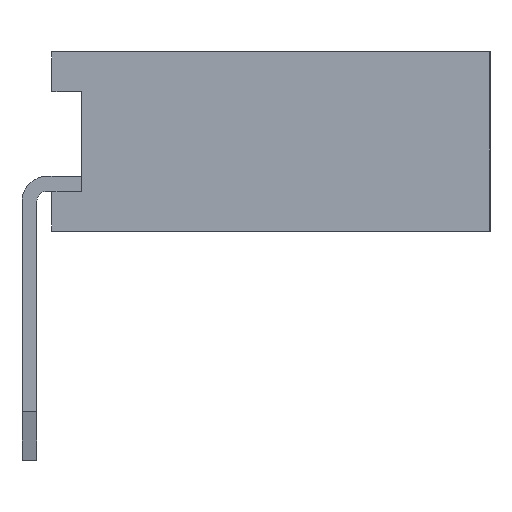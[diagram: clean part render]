
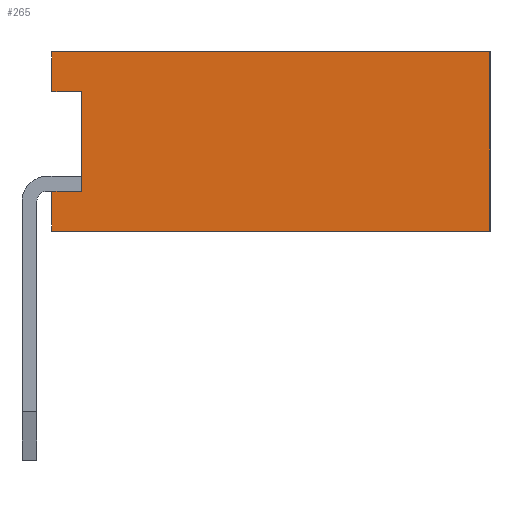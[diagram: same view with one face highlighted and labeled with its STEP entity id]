
A CAD part, left-side view. The second image highlights one B-rep face of the part: STEP entity #265.
In plain terms, the highlighted planar face has unit normal (-1, 0, 0).
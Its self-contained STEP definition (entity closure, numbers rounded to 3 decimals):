
#265=ADVANCED_FACE('',(#7773),#7775,.T.);
#7773=FACE_BOUND('',#7774,.T.);
#7774=EDGE_LOOP('',(#13769,#13770,#13771,#13772,#13773,#13774,#13775,#13776));
#7775=PLANE('',#7776);
#7776=AXIS2_PLACEMENT_3D('',#7777,#7778,#7779);
#7777=CARTESIAN_POINT('',(-0.635,-4.625,0.));
#7778=DIRECTION('',(-1.,0.,0.));
#7779=DIRECTION('',(0.,0.,1.));
#13769=ORIENTED_EDGE('',*,*,#18189,.T.);
#13770=ORIENTED_EDGE('',*,*,#18257,.T.);
#13771=ORIENTED_EDGE('',*,*,#18126,.T.);
#13772=ORIENTED_EDGE('',*,*,#18256,.F.);
#13773=ORIENTED_EDGE('',*,*,#18258,.F.);
#13774=ORIENTED_EDGE('',*,*,#18259,.T.);
#13775=ORIENTED_EDGE('',*,*,#18260,.T.);
#13776=ORIENTED_EDGE('',*,*,#18251,.F.);
#18126=EDGE_CURVE('',#20378,#20375,#20379,.F.);
#18189=EDGE_CURVE('',#20504,#20502,#20505,.F.);
#18251=EDGE_CURVE('',#20504,#20621,#20622,.T.);
#18256=EDGE_CURVE('',#20628,#20375,#20630,.T.);
#18257=EDGE_CURVE('',#20502,#20378,#20631,.T.);
#18258=EDGE_CURVE('',#20632,#20628,#20633,.T.);
#18259=EDGE_CURVE('',#20632,#20634,#20635,.T.);
#18260=EDGE_CURVE('',#20634,#20621,#20636,.T.);
#20375=VERTEX_POINT('',#24069);
#20378=VERTEX_POINT('',#24074);
#20379=LINE('',#24075,#24076);
#20502=VERTEX_POINT('',#24322);
#20504=VERTEX_POINT('',#24326);
#20505=LINE('',#24327,#24328);
#20621=VERTEX_POINT('',#24567);
#20622=LINE('',#24568,#24569);
#20628=VERTEX_POINT('',#24582);
#20630=LINE('',#24586,#24587);
#20631=LINE('',#24589,#24590);
#20632=VERTEX_POINT('',#24592);
#20633=LINE('',#24593,#24594);
#20634=VERTEX_POINT('',#24596);
#20635=LINE('',#24597,#24598);
#20636=LINE('',#24600,#24601);
#24069=CARTESIAN_POINT('',(-0.635,-0.225,0.4));
#24074=CARTESIAN_POINT('',(-0.635,-0.525,0.4));
#24075=CARTESIAN_POINT('',(-0.635,-0.225,0.4));
#24076=VECTOR('',#24077,1.);
#24077=DIRECTION('',(0.,-1.,0.));
#24322=CARTESIAN_POINT('',(-0.635,-0.525,1.4));
#24326=CARTESIAN_POINT('',(-0.635,-0.225,1.4));
#24327=CARTESIAN_POINT('',(-0.635,-0.525,1.4));
#24328=VECTOR('',#24329,1.);
#24329=DIRECTION('',(0.,1.,0.));
#24567=CARTESIAN_POINT('',(-0.635,-0.225,1.8));
#24568=CARTESIAN_POINT('',(-0.635,-0.225,1.4));
#24569=VECTOR('',#24570,1.);
#24570=DIRECTION('',(0.,0.,1.));
#24582=CARTESIAN_POINT('',(-0.635,-0.225,0.));
#24586=CARTESIAN_POINT('',(-0.635,-0.225,0.));
#24587=VECTOR('',#24588,1.);
#24588=DIRECTION('',(0.,0.,1.));
#24589=CARTESIAN_POINT('',(-0.635,-0.525,1.4));
#24590=VECTOR('',#24591,1.);
#24591=DIRECTION('',(0.,0.,-1.));
#24592=CARTESIAN_POINT('',(-0.635,-4.625,0.));
#24593=CARTESIAN_POINT('',(-0.635,-4.625,0.));
#24594=VECTOR('',#24595,1.);
#24595=DIRECTION('',(0.,1.,0.));
#24596=CARTESIAN_POINT('',(-0.635,-4.625,1.8));
#24597=CARTESIAN_POINT('',(-0.635,-4.625,0.));
#24598=VECTOR('',#24599,1.);
#24599=DIRECTION('',(0.,0.,1.));
#24600=CARTESIAN_POINT('',(-0.635,-4.625,1.8));
#24601=VECTOR('',#24602,1.);
#24602=DIRECTION('',(0.,1.,0.));
